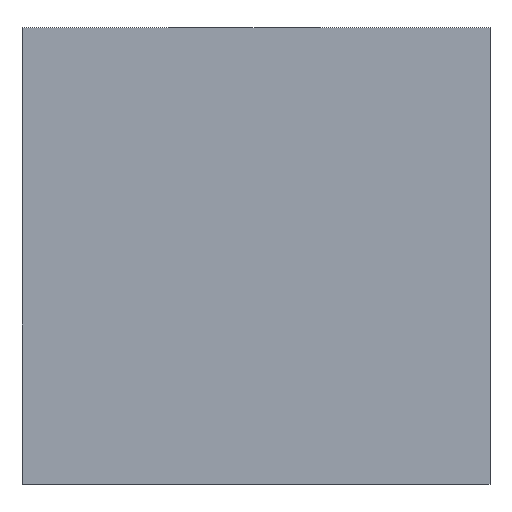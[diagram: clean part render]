
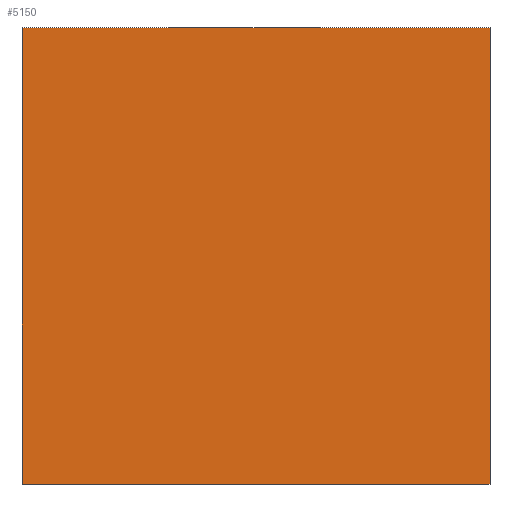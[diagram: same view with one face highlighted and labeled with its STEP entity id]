
A CAD part, top view. The second image highlights one B-rep face of the part: STEP entity #5150.
In plain terms, the highlighted planar face has unit normal (0, 0, 1).
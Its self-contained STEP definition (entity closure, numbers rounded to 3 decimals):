
#182 = CARTESIAN_POINT ( 'NONE',  ( -1., -0.975, 0.66 ) ) ;
#233 = CARTESIAN_POINT ( 'NONE',  ( 0., 0., 0.66 ) ) ;
#490 = LINE ( 'NONE', #1458, #5063 ) ;
#636 = AXIS2_PLACEMENT_3D ( 'NONE', #233, #1594, #11689 ) ;
#1458 = CARTESIAN_POINT ( 'NONE',  ( -1., 0.975, 0.66 ) ) ;
#1594 = DIRECTION ( 'NONE',  ( 0., 0., 1. ) ) ;
#1751 = CARTESIAN_POINT ( 'NONE',  ( 1., -0.975, 0.66 ) ) ;
#2307 = DIRECTION ( 'NONE',  ( 0., -1., 0. ) ) ;
#2397 = LINE ( 'NONE', #11846, #8266 ) ;
#4042 = EDGE_CURVE ( 'NONE', #4324, #11124, #490, .T. ) ;
#4324 = VERTEX_POINT ( 'NONE', #9592 ) ;
#4712 = CARTESIAN_POINT ( 'NONE',  ( -1., 0.975, 0.66 ) ) ;
#5063 = VECTOR ( 'NONE', #5071, 1000. ) ;
#5071 = DIRECTION ( 'NONE',  ( -1., 0., 0. ) ) ;
#5150 = ADVANCED_FACE ( 'NONE', ( #13672 ), #13820, .T. ) ;
#6105 = EDGE_CURVE ( 'NONE', #11680, #4324, #2397, .T. ) ;
#6454 = VECTOR ( 'NONE', #12947, 1000. ) ;
#6924 = CARTESIAN_POINT ( 'NONE',  ( -1., -0.975, 0.66 ) ) ;
#7328 = ORIENTED_EDGE ( 'NONE', *, *, #10509, .T. ) ;
#8217 = LINE ( 'NONE', #4712, #10307 ) ;
#8239 = DIRECTION ( 'NONE',  ( 0., 1., 0. ) ) ;
#8248 = ORIENTED_EDGE ( 'NONE', *, *, #8751, .T. ) ;
#8266 = VECTOR ( 'NONE', #8239, 1000. ) ;
#8751 = EDGE_CURVE ( 'NONE', #11124, #13022, #8217, .T. ) ;
#9325 = LINE ( 'NONE', #6924, #6454 ) ;
#9592 = CARTESIAN_POINT ( 'NONE',  ( 1., 0.975, 0.66 ) ) ;
#9727 = EDGE_LOOP ( 'NONE', ( #8248, #7328, #10198, #14270 ) ) ;
#10198 = ORIENTED_EDGE ( 'NONE', *, *, #6105, .T. ) ;
#10307 = VECTOR ( 'NONE', #2307, 1000. ) ;
#10509 = EDGE_CURVE ( 'NONE', #13022, #11680, #9325, .T. ) ;
#11124 = VERTEX_POINT ( 'NONE', #14040 ) ;
#11680 = VERTEX_POINT ( 'NONE', #1751 ) ;
#11689 = DIRECTION ( 'NONE',  ( 1., 0., 0. ) ) ;
#11846 = CARTESIAN_POINT ( 'NONE',  ( 1., 0.975, 0.66 ) ) ;
#12947 = DIRECTION ( 'NONE',  ( 1., 0., 0. ) ) ;
#13022 = VERTEX_POINT ( 'NONE', #182 ) ;
#13672 = FACE_OUTER_BOUND ( 'NONE', #9727, .T. ) ;
#13820 = PLANE ( 'NONE',  #636 ) ;
#14040 = CARTESIAN_POINT ( 'NONE',  ( -1., 0.975, 0.66 ) ) ;
#14270 = ORIENTED_EDGE ( 'NONE', *, *, #4042, .T. ) ;
